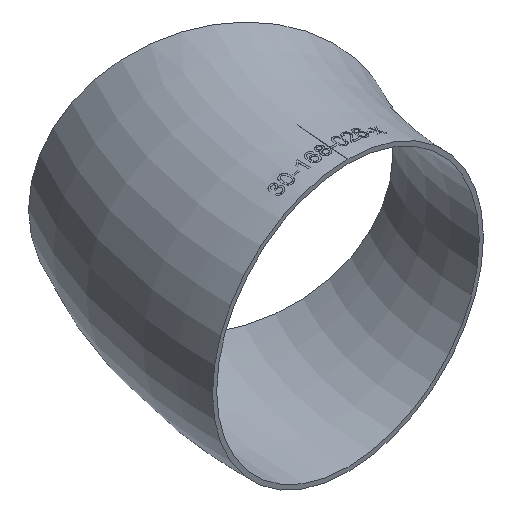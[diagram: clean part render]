
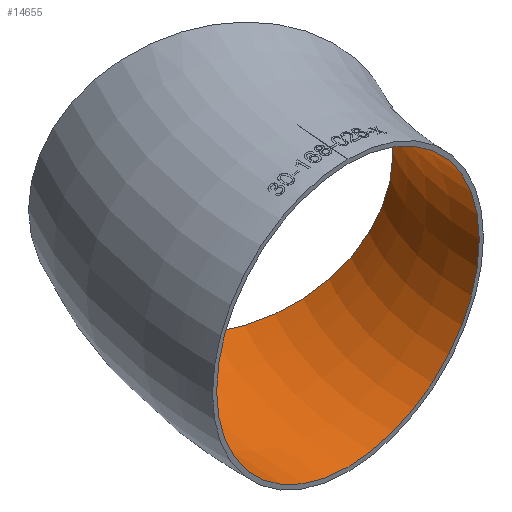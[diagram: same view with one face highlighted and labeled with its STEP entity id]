
A CAD part, isometric view. The second image highlights one B-rep face of the part: STEP entity #14655.
In plain terms, the highlighted toroidal (fillet/blend) face has major radius 228 mm and minor radius 81.55 mm.
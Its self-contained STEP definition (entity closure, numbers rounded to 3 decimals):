
#1358 = DIRECTION ( 'NONE',  ( 0., 0., 1. ) ) ;
#1993 = CARTESIAN_POINT ( 'NONE',  ( -228., 0., 81.55 ) ) ;
#2789 = FACE_OUTER_BOUND ( 'NONE', #17386, .T. ) ;
#2892 = DIRECTION ( 'NONE',  ( 0.5, 0.866, 0. ) ) ;
#3405 = FACE_OUTER_BOUND ( 'NONE', #12066, .T. ) ;
#3467 = AXIS2_PLACEMENT_3D ( 'NONE', #27139, #2892, #7699 ) ;
#5488 = TOROIDAL_SURFACE ( 'NONE', #12406, 228., 81.55 ) ;
#5707 = EDGE_CURVE ( 'NONE', #11767, #11767, #14933, .T. ) ;
#6195 = ORIENTED_EDGE ( 'NONE', *, *, #5707, .F. ) ;
#7699 = DIRECTION ( 'NONE',  ( -0.866, 0.5, 0. ) ) ;
#8327 = DIRECTION ( 'NONE',  ( 0., 1., 0. ) ) ;
#11767 = VERTEX_POINT ( 'NONE', #1993 ) ;
#12066 = EDGE_LOOP ( 'NONE', ( #18157 ) ) ;
#12381 = CIRCLE ( 'NONE', #3467, 81.55 ) ;
#12396 = DIRECTION ( 'NONE',  ( 0., 0., -1. ) ) ;
#12406 = AXIS2_PLACEMENT_3D ( 'NONE', #22357, #12396, #17705 ) ;
#14655 = ADVANCED_FACE ( 'NONE', ( #3405, #2789 ), #5488, .F. ) ;
#14933 = CIRCLE ( 'NONE', #20414, 81.55 ) ;
#17386 = EDGE_LOOP ( 'NONE', ( #6195 ) ) ;
#17705 = DIRECTION ( 'NONE',  ( -1., 0., 0. ) ) ;
#18157 = ORIENTED_EDGE ( 'NONE', *, *, #18366, .T. ) ;
#18366 = EDGE_CURVE ( 'NONE', #26083, #26083, #12381, .T. ) ;
#20414 = AXIS2_PLACEMENT_3D ( 'NONE', #27309, #8327, #1358 ) ;
#22357 = CARTESIAN_POINT ( 'NONE',  ( 0., 0., 0. ) ) ;
#26083 = VERTEX_POINT ( 'NONE', #28583 ) ;
#27139 = CARTESIAN_POINT ( 'NONE',  ( -197.454, 114., 0. ) ) ;
#27309 = CARTESIAN_POINT ( 'NONE',  ( -228., 0., 0. ) ) ;
#28583 = CARTESIAN_POINT ( 'NONE',  ( -268.078, 154.775, 0. ) ) ;
